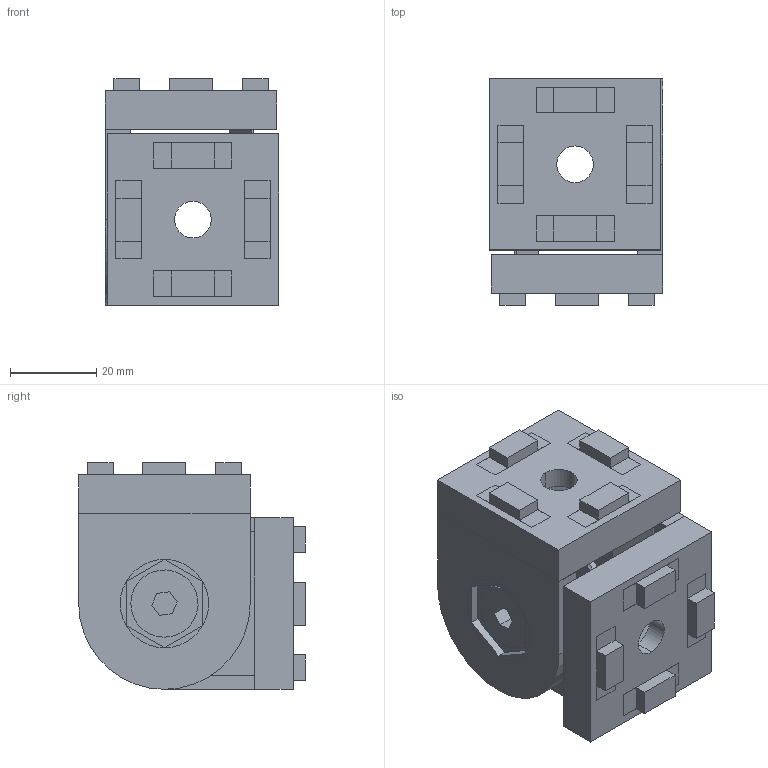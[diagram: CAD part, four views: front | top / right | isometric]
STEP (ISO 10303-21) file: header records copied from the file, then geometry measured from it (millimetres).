
FILE_DESCRIPTION (( 'STEP AP214' ), '1' );
FILE_NAME ('SNSD.30.51.83. Øàðíèðíûé ñîåäèíèòåëü 40õ40, ïàç 10(E04).STEP', '2014-12-23T10:02:32', ( 'XTreme.ws' ), ( 'XTreme.ws' ), 'SwSTEP 2.0', 'SolidWorks 2014', '' );
FILE_SCHEMA (( 'AUTOMOTIVE_DESIGN' ));
Length unit declared in the file: millimetre
Products named in the file (19): SNSD.30.51.80. Âòóëêà ñ ðåçüáîé(D13)E01E00E04_00; SNSD.30.51.83. Øàðíèðíûé ñîåäèíèòåëü 40õ40, ïàç 10(E04); SNSD.30.51.80. 婰膲僗闉(E04)_00; SNSD.30.51.80. 婰膲僗闉(E04); SNSD.30.51.80. Âòóëêà ñ ðåçüáîé(D13)E01E00E04; SNSD.30.51.83. 鎔艜(E04); SNSD.30.51.80. Øàðíèðíûé ñîåäèíèòåëü 30õ30, ïàç 8(D13)E01E00E04; SNSD.30.51.83. 鎔艜(E04)_00; SNSD.30.51.80. Øàðíèðíûé ñîåäèíèòåëü 30õ30, ïàç 8(D13)E01E00E04_00
Assembly tree (14 placements, depth 2):
  SNSD.30.51.83. Øàðíèðíûé ñîåäèíèòåëü 40õ40, ïàç 10(E04)
    SNSD.30.51.80. Øàðíèðíûé ñîåäèíèòåëü 30õ30, ïàç 8(D13)E01E00E04_00  x2
    SNSD.30.51.80. Âòóëêà ñ ðåçüáîé(D13)E01E00E04_00  x2
    SNSD.30.51.83. 鎔艜(E04)_00  x2
    SNSD.30.51.80. 婰膲僗闉(E04)_00  x8
  SNSD.30.51.80. 婰膲僗闉(E04)
  SNSD.30.51.80. Âòóëêà ñ ðåçüáîé(D13)E01E00E04
  SNSD.30.51.80. 婰膲僗闉(E04)
  SNSD.30.51.80. 婰膲僗闉(E04)
Bounding box: 40.24 x 52.6 x 52.6 mm (x, y, z)
Volume: 52629.1 mm3; surface area: 32481.4 mm2
Topology: 16 solids, 16 shells, 356 faces, 868 edges, 560 vertices
Faces by surface type: plane 302, cylinder 36, cone 18
Entity records: 4370 total; most frequent: CARTESIAN_POINT 706, DIRECTION 679, ORIENTED_EDGE 652, EDGE_CURVE 326, VECTOR 277, LINE 277, VERTEX_POINT 208, AXIS2_PLACEMENT_3D 201
